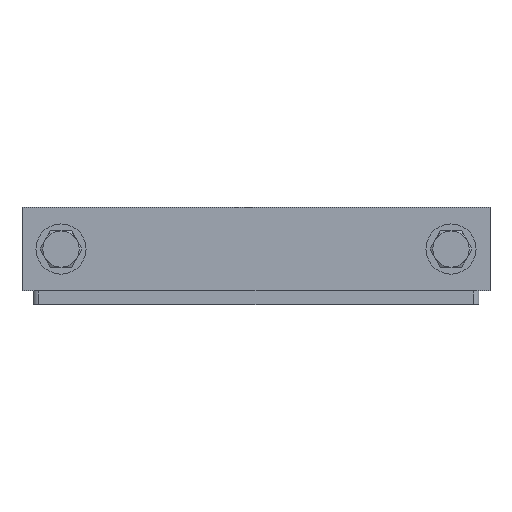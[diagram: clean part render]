
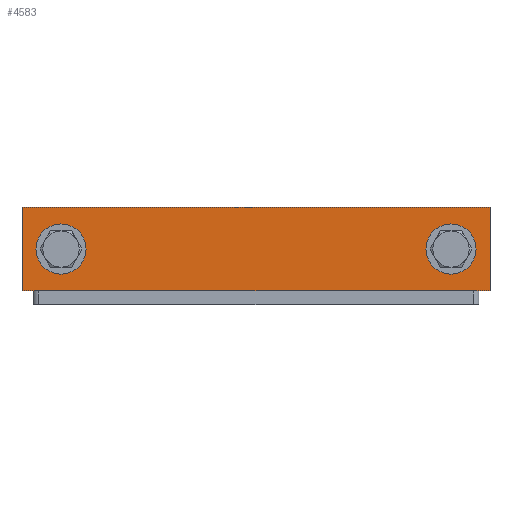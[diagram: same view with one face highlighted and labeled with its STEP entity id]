
A CAD part, front view. The second image highlights one B-rep face of the part: STEP entity #4583.
In plain terms, the highlighted planar face has unit normal (0, -1, 0).
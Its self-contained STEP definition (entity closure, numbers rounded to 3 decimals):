
#439=FACE_OUTER_BOUND('',#717,.T.);
#717=EDGE_LOOP('',(#3678,#3679,#3680,#3681));
#1233=LINE('',#7488,#1675);
#1241=LINE('',#7503,#1683);
#1243=LINE('',#7507,#1685);
#1244=LINE('',#7508,#1686);
#1675=VECTOR('',#5571,10.);
#1683=VECTOR('',#5585,10.);
#1685=VECTOR('',#5589,10.);
#1686=VECTOR('',#5590,10.);
#2076=VERTEX_POINT('',#7485);
#2077=VERTEX_POINT('',#7487);
#2080=VERTEX_POINT('',#7500);
#2082=VERTEX_POINT('',#7506);
#2637=EDGE_CURVE('',#2077,#2076,#1233,.T.);
#2645=EDGE_CURVE('',#2080,#2076,#1241,.T.);
#2647=EDGE_CURVE('',#2082,#2080,#1243,.T.);
#2648=EDGE_CURVE('',#2082,#2077,#1244,.T.);
#3678=ORIENTED_EDGE('',*,*,#2647,.F.);
#3679=ORIENTED_EDGE('',*,*,#2648,.T.);
#3680=ORIENTED_EDGE('',*,*,#2637,.T.);
#3681=ORIENTED_EDGE('',*,*,#2645,.F.);
#4325=PLANE('',#4843);
#4583=ADVANCED_FACE('',(#439),#4325,.F.);
#4843=AXIS2_PLACEMENT_3D('',#7505,#5587,#5588);
#5571=DIRECTION('',(1.,0.,0.));
#5585=DIRECTION('',(0.,0.,-1.));
#5587=DIRECTION('center_axis',(0.,1.,0.));
#5588=DIRECTION('ref_axis',(1.,0.,0.));
#5589=DIRECTION('',(1.,0.,0.));
#5590=DIRECTION('',(0.,0.,-1.));
#7485=CARTESIAN_POINT('',(84.,-49.25,-30.));
#7487=CARTESIAN_POINT('',(-84.,-49.25,-30.));
#7488=CARTESIAN_POINT('',(-84.,-49.25,-30.));
#7500=CARTESIAN_POINT('',(84.,-49.25,0.));
#7503=CARTESIAN_POINT('',(84.,-49.25,0.));
#7505=CARTESIAN_POINT('Origin',(-84.,-49.25,0.));
#7506=CARTESIAN_POINT('',(-84.,-49.25,0.));
#7507=CARTESIAN_POINT('',(-84.,-49.25,0.));
#7508=CARTESIAN_POINT('',(-84.,-49.25,0.));
